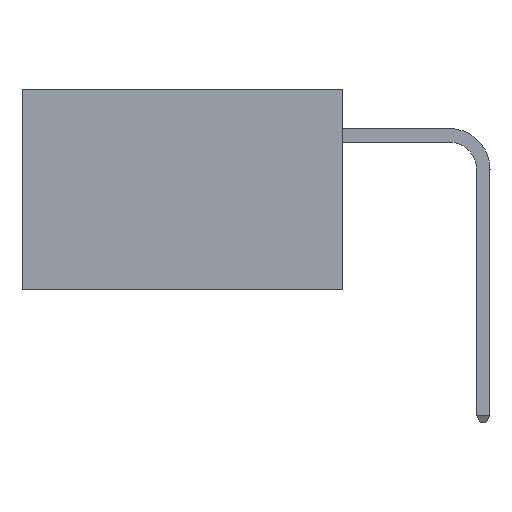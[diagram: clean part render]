
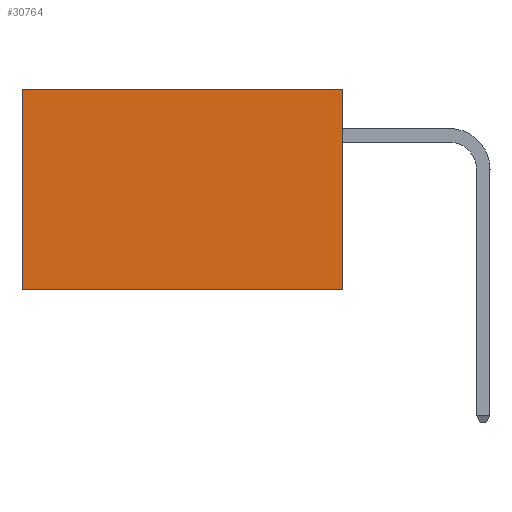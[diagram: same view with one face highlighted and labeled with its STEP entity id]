
A CAD part, left-side view. The second image highlights one B-rep face of the part: STEP entity #30764.
In plain terms, the highlighted planar face has unit normal (-1, 0, 0).
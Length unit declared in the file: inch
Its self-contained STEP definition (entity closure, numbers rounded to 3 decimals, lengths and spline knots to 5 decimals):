
#65 = LINE ( 'NONE', #23300, #8041 ) ;
#578 = LINE ( 'NONE', #7486, #12631 ) ;
#944 = DIRECTION ( 'NONE',  ( 0., 0., -1. ) ) ;
#980 = CARTESIAN_POINT ( 'NONE',  ( 0.277, 0., -0.37 ) ) ;
#2236 = EDGE_CURVE ( 'NONE', #13036, #24948, #20076, .T. ) ;
#2340 = VERTEX_POINT ( 'NONE', #25555 ) ;
#2655 = EDGE_CURVE ( 'NONE', #13036, #2340, #65, .T. ) ;
#2697 = PLANE ( 'NONE',  #30986 ) ;
#3787 = DIRECTION ( 'NONE',  ( 0., 1., 0. ) ) ;
#5978 = VECTOR ( 'NONE', #3787, 39.37008 ) ;
#7030 = ORIENTED_EDGE ( 'NONE', *, *, #2655, .T. ) ;
#7486 = CARTESIAN_POINT ( 'NONE',  ( 0.277, 0.59, -0.37 ) ) ;
#7563 = CARTESIAN_POINT ( 'NONE',  ( 0.277, 0., -0.37 ) ) ;
#8041 = VECTOR ( 'NONE', #23333, 39.37008 ) ;
#8253 = CARTESIAN_POINT ( 'NONE',  ( 0.277, 0., -0.37 ) ) ;
#8452 = CARTESIAN_POINT ( 'NONE',  ( 0.277, 0., -0.37 ) ) ;
#9981 = DIRECTION ( 'NONE',  ( 1., 0., 0. ) ) ;
#10666 = VERTEX_POINT ( 'NONE', #14877 ) ;
#12160 = VECTOR ( 'NONE', #944, 39.37008 ) ;
#12631 = VECTOR ( 'NONE', #19330, 39.37008 ) ;
#12804 = CARTESIAN_POINT ( 'NONE',  ( 0.277, 0., 0. ) ) ;
#13036 = VERTEX_POINT ( 'NONE', #12804 ) ;
#14384 = EDGE_CURVE ( 'NONE', #24948, #10666, #18735, .T. ) ;
#14877 = CARTESIAN_POINT ( 'NONE',  ( 0.277, 0.59, -0.37 ) ) ;
#15863 = ORIENTED_EDGE ( 'NONE', *, *, #28529, .T. ) ;
#17892 = ORIENTED_EDGE ( 'NONE', *, *, #14384, .F. ) ;
#18735 = LINE ( 'NONE', #8452, #5978 ) ;
#19209 = FACE_OUTER_BOUND ( 'NONE', #30560, .T. ) ;
#19330 = DIRECTION ( 'NONE',  ( 0., 0., -1. ) ) ;
#20076 = LINE ( 'NONE', #980, #12160 ) ;
#23300 = CARTESIAN_POINT ( 'NONE',  ( 0.277, 0., 0. ) ) ;
#23333 = DIRECTION ( 'NONE',  ( 0., 1., 0. ) ) ;
#24901 = ORIENTED_EDGE ( 'NONE', *, *, #2236, .F. ) ;
#24948 = VERTEX_POINT ( 'NONE', #8253 ) ;
#25555 = CARTESIAN_POINT ( 'NONE',  ( 0.277, 0.59, 0. ) ) ;
#26802 = DIRECTION ( 'NONE',  ( 0., 0., -1. ) ) ;
#28529 = EDGE_CURVE ( 'NONE', #2340, #10666, #578, .T. ) ;
#30560 = EDGE_LOOP ( 'NONE', ( #15863, #17892, #24901, #7030 ) ) ;
#30764 = ADVANCED_FACE ( 'NONE', ( #19209 ), #2697, .F. ) ;
#30986 = AXIS2_PLACEMENT_3D ( 'NONE', #7563, #9981, #26802 ) ;
